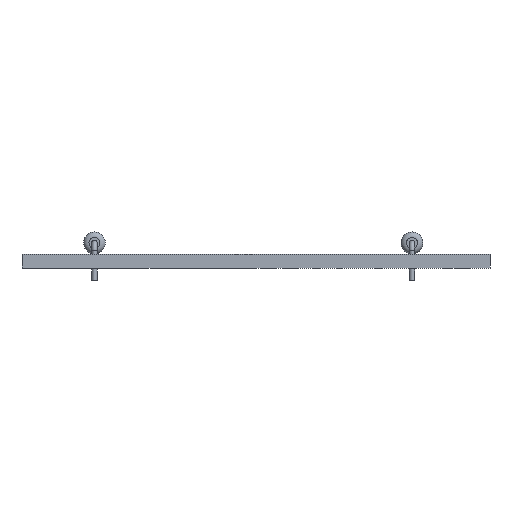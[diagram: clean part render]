
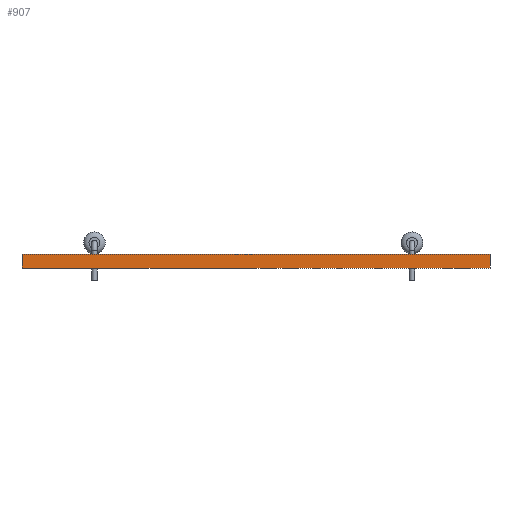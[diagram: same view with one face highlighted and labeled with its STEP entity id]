
A CAD part, front view. The second image highlights one B-rep face of the part: STEP entity #907.
In plain terms, the highlighted planar face has unit normal (0, -1, 0).
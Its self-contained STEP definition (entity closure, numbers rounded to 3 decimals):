
#907 = ADVANCED_FACE('',(#908),#922,.T.);
#908 = FACE_BOUND('',#909,.T.);
#909 = EDGE_LOOP('',(#910,#945,#973,#1001));
#910 = ORIENTED_EDGE('',*,*,#911,.T.);
#911 = EDGE_CURVE('',#912,#914,#916,.T.);
#912 = VERTEX_POINT('',#913);
#913 = CARTESIAN_POINT('',(101.6,-129.54,0.));
#914 = VERTEX_POINT('',#915);
#915 = CARTESIAN_POINT('',(101.6,-129.54,1.58));
#916 = SURFACE_CURVE('',#917,(#921,#933),.PCURVE_S1.);
#917 = LINE('',#918,#919);
#918 = CARTESIAN_POINT('',(101.6,-129.54,0.));
#919 = VECTOR('',#920,1.);
#920 = DIRECTION('',(0.,0.,1.));
#921 = PCURVE('',#922,#927);
#922 = PLANE('',#923);
#923 = AXIS2_PLACEMENT_3D('',#924,#925,#926);
#924 = CARTESIAN_POINT('',(101.6,-129.54,0.));
#925 = DIRECTION('',(0.,-1.,0.));
#926 = DIRECTION('',(-1.,0.,0.));
#927 = DEFINITIONAL_REPRESENTATION('',(#928),#932);
#928 = LINE('',#929,#930);
#929 = CARTESIAN_POINT('',(0.,-0.));
#930 = VECTOR('',#931,1.);
#931 = DIRECTION('',(0.,-1.));
#932 = ( GEOMETRIC_REPRESENTATION_CONTEXT(2) 
PARAMETRIC_REPRESENTATION_CONTEXT() REPRESENTATION_CONTEXT('2D SPACE',''
  ) );
#933 = PCURVE('',#934,#939);
#934 = PLANE('',#935);
#935 = AXIS2_PLACEMENT_3D('',#936,#937,#938);
#936 = CARTESIAN_POINT('',(101.6,-35.56,0.));
#937 = DIRECTION('',(1.,0.,-0.));
#938 = DIRECTION('',(0.,-1.,0.));
#939 = DEFINITIONAL_REPRESENTATION('',(#940),#944);
#940 = LINE('',#941,#942);
#941 = CARTESIAN_POINT('',(93.98,0.));
#942 = VECTOR('',#943,1.);
#943 = DIRECTION('',(0.,-1.));
#944 = ( GEOMETRIC_REPRESENTATION_CONTEXT(2) 
PARAMETRIC_REPRESENTATION_CONTEXT() REPRESENTATION_CONTEXT('2D SPACE',''
  ) );
#945 = ORIENTED_EDGE('',*,*,#946,.T.);
#946 = EDGE_CURVE('',#914,#947,#949,.T.);
#947 = VERTEX_POINT('',#948);
#948 = CARTESIAN_POINT('',(48.26,-129.54,1.58));
#949 = SURFACE_CURVE('',#950,(#954,#961),.PCURVE_S1.);
#950 = LINE('',#951,#952);
#951 = CARTESIAN_POINT('',(101.6,-129.54,1.58));
#952 = VECTOR('',#953,1.);
#953 = DIRECTION('',(-1.,0.,0.));
#954 = PCURVE('',#922,#955);
#955 = DEFINITIONAL_REPRESENTATION('',(#956),#960);
#956 = LINE('',#957,#958);
#957 = CARTESIAN_POINT('',(0.,-1.58));
#958 = VECTOR('',#959,1.);
#959 = DIRECTION('',(1.,0.));
#960 = ( GEOMETRIC_REPRESENTATION_CONTEXT(2) 
PARAMETRIC_REPRESENTATION_CONTEXT() REPRESENTATION_CONTEXT('2D SPACE',''
  ) );
#961 = PCURVE('',#962,#967);
#962 = PLANE('',#963);
#963 = AXIS2_PLACEMENT_3D('',#964,#965,#966);
#964 = CARTESIAN_POINT('',(74.93,-82.55,1.58));
#965 = DIRECTION('',(-0.,-0.,-1.));
#966 = DIRECTION('',(-1.,0.,0.));
#967 = DEFINITIONAL_REPRESENTATION('',(#968),#972);
#968 = LINE('',#969,#970);
#969 = CARTESIAN_POINT('',(-26.67,-46.99));
#970 = VECTOR('',#971,1.);
#971 = DIRECTION('',(1.,0.));
#972 = ( GEOMETRIC_REPRESENTATION_CONTEXT(2) 
PARAMETRIC_REPRESENTATION_CONTEXT() REPRESENTATION_CONTEXT('2D SPACE',''
  ) );
#973 = ORIENTED_EDGE('',*,*,#974,.F.);
#974 = EDGE_CURVE('',#975,#947,#977,.T.);
#975 = VERTEX_POINT('',#976);
#976 = CARTESIAN_POINT('',(48.26,-129.54,0.));
#977 = SURFACE_CURVE('',#978,(#982,#989),.PCURVE_S1.);
#978 = LINE('',#979,#980);
#979 = CARTESIAN_POINT('',(48.26,-129.54,0.));
#980 = VECTOR('',#981,1.);
#981 = DIRECTION('',(0.,0.,1.));
#982 = PCURVE('',#922,#983);
#983 = DEFINITIONAL_REPRESENTATION('',(#984),#988);
#984 = LINE('',#985,#986);
#985 = CARTESIAN_POINT('',(53.34,0.));
#986 = VECTOR('',#987,1.);
#987 = DIRECTION('',(0.,-1.));
#988 = ( GEOMETRIC_REPRESENTATION_CONTEXT(2) 
PARAMETRIC_REPRESENTATION_CONTEXT() REPRESENTATION_CONTEXT('2D SPACE',''
  ) );
#989 = PCURVE('',#990,#995);
#990 = PLANE('',#991);
#991 = AXIS2_PLACEMENT_3D('',#992,#993,#994);
#992 = CARTESIAN_POINT('',(48.26,-129.54,0.));
#993 = DIRECTION('',(-1.,0.,0.));
#994 = DIRECTION('',(0.,1.,0.));
#995 = DEFINITIONAL_REPRESENTATION('',(#996),#1000);
#996 = LINE('',#997,#998);
#997 = CARTESIAN_POINT('',(0.,0.));
#998 = VECTOR('',#999,1.);
#999 = DIRECTION('',(0.,-1.));
#1000 = ( GEOMETRIC_REPRESENTATION_CONTEXT(2) 
PARAMETRIC_REPRESENTATION_CONTEXT() REPRESENTATION_CONTEXT('2D SPACE',''
  ) );
#1001 = ORIENTED_EDGE('',*,*,#1002,.F.);
#1002 = EDGE_CURVE('',#912,#975,#1003,.T.);
#1003 = SURFACE_CURVE('',#1004,(#1008,#1015),.PCURVE_S1.);
#1004 = LINE('',#1005,#1006);
#1005 = CARTESIAN_POINT('',(101.6,-129.54,0.));
#1006 = VECTOR('',#1007,1.);
#1007 = DIRECTION('',(-1.,0.,0.));
#1008 = PCURVE('',#922,#1009);
#1009 = DEFINITIONAL_REPRESENTATION('',(#1010),#1014);
#1010 = LINE('',#1011,#1012);
#1011 = CARTESIAN_POINT('',(0.,-0.));
#1012 = VECTOR('',#1013,1.);
#1013 = DIRECTION('',(1.,0.));
#1014 = ( GEOMETRIC_REPRESENTATION_CONTEXT(2) 
PARAMETRIC_REPRESENTATION_CONTEXT() REPRESENTATION_CONTEXT('2D SPACE',''
  ) );
#1015 = PCURVE('',#1016,#1021);
#1016 = PLANE('',#1017);
#1017 = AXIS2_PLACEMENT_3D('',#1018,#1019,#1020);
#1018 = CARTESIAN_POINT('',(74.93,-82.55,0.));
#1019 = DIRECTION('',(-0.,-0.,-1.));
#1020 = DIRECTION('',(-1.,0.,0.));
#1021 = DEFINITIONAL_REPRESENTATION('',(#1022),#1026);
#1022 = LINE('',#1023,#1024);
#1023 = CARTESIAN_POINT('',(-26.67,-46.99));
#1024 = VECTOR('',#1025,1.);
#1025 = DIRECTION('',(1.,0.));
#1026 = ( GEOMETRIC_REPRESENTATION_CONTEXT(2) 
PARAMETRIC_REPRESENTATION_CONTEXT() REPRESENTATION_CONTEXT('2D SPACE',''
  ) );
